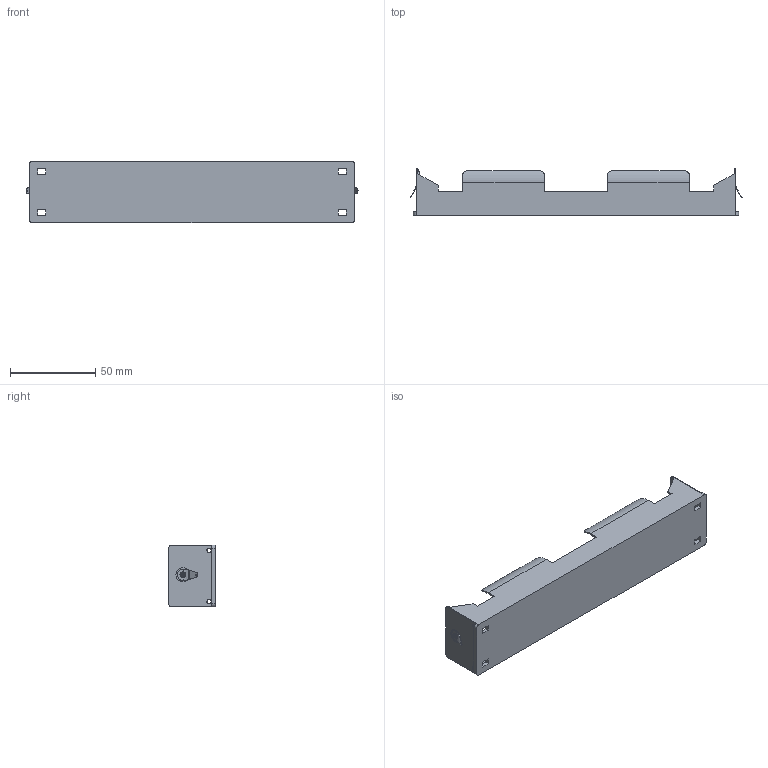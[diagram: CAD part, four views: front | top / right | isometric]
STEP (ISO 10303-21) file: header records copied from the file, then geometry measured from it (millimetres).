
FILE_DESCRIPTION (( 'STEP AP214' ), '1' );
FILE_NAME ('BH13DL.STEP', '2025-02-20T16:41:19', ( '' ), ( '' ), 'SwSTEP 2.0', 'SolidWorks 2021', '' );
FILE_SCHEMA (( 'AUTOMOTIVE_DESIGN' ));
Length unit declared in the file: millimetre
Products named in the file (1): BH13DL
Bounding box: 194.85 x 27.4 x 36.32 mm (x, y, z)
Volume: 22807.3 mm3; surface area: 33528.7 mm2
Topology: 3 solids, 3 shells, 335 faces, 885 edges, 587 vertices
Faces by surface type: plane 210, cylinder 96, torus 25, bspline 4
Entity records: 13374 total; most frequent: CARTESIAN_POINT 4855, ORIENTED_EDGE 1770, DIRECTION 1720, EDGE_CURVE 885, VERTEX_POINT 587, LINE 580, VECTOR 580, AXIS2_PLACEMENT_3D 570
